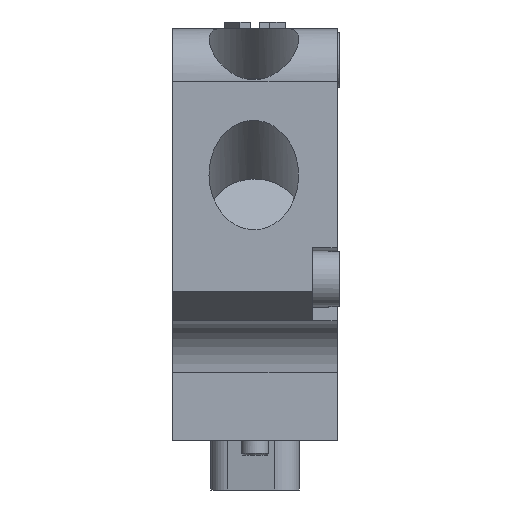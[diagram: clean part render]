
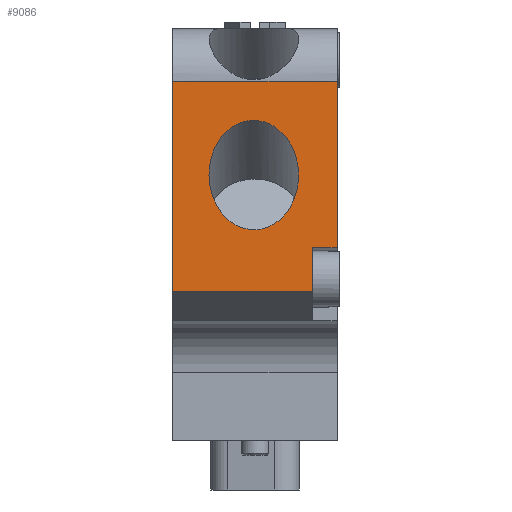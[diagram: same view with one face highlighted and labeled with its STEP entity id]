
A CAD part, front view. The second image highlights one B-rep face of the part: STEP entity #9086.
In plain terms, the highlighted face is planar.
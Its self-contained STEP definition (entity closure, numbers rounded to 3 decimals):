
#8885=FACE_BOUND('',#12399,.T.);
#8886=FACE_BOUND('',#12400,.T.);
#9086=ADVANCED_FACE('',(#8885,#8886),#10258,.T.);
#10258=PLANE('',#30921);
#12399=EDGE_LOOP('',(#14877,#14878,#14879,#14880,#14881,#14882));
#12400=EDGE_LOOP('',(#14883));
#13635=ELLIPSE('',#30920,5.25,4.3);
#14877=ORIENTED_EDGE('',*,*,#23117,.F.);
#14878=ORIENTED_EDGE('',*,*,#23104,.T.);
#14879=ORIENTED_EDGE('',*,*,#23116,.F.);
#14880=ORIENTED_EDGE('',*,*,#22576,.F.);
#14881=ORIENTED_EDGE('',*,*,#23114,.F.);
#14882=ORIENTED_EDGE('',*,*,#22663,.T.);
#14883=ORIENTED_EDGE('',*,*,#23118,.T.);
#20488=VERTEX_POINT('',#37931);
#20489=VERTEX_POINT('',#37932);
#20561=VERTEX_POINT('',#38102);
#20565=VERTEX_POINT('',#38110);
#20993=VERTEX_POINT('',#39064);
#20994=VERTEX_POINT('',#39066);
#21000=VERTEX_POINT('',#39106);
#22576=EDGE_CURVE('',#20488,#20489,#25658,.T.);
#22663=EDGE_CURVE('',#20561,#20565,#25727,.T.);
#23104=EDGE_CURVE('',#20994,#20993,#26128,.T.);
#23114=EDGE_CURVE('',#20561,#20488,#26136,.T.);
#23116=EDGE_CURVE('',#20489,#20993,#26137,.T.);
#23117=EDGE_CURVE('',#20994,#20565,#26138,.T.);
#23118=EDGE_CURVE('',#21000,#21000,#13635,.T.);
#25658=LINE('',#37930,#28186);
#25727=LINE('',#38111,#28255);
#26128=LINE('',#39065,#28656);
#26136=LINE('',#39082,#28664);
#26137=LINE('',#39102,#28665);
#26138=LINE('',#39104,#28666);
#28186=VECTOR('',#32071,1.);
#28255=VECTOR('',#32200,1.);
#28656=VECTOR('',#32701,1.);
#28664=VECTOR('',#32715,1.);
#28665=VECTOR('',#32718,1.);
#28666=VECTOR('',#32721,1.);
#30920=AXIS2_PLACEMENT_3D('',#39105,#32722,#32723);
#30921=AXIS2_PLACEMENT_3D('',#39107,#32724,#32725);
#32071=DIRECTION('',(-1.,0.,0.));
#32200=DIRECTION('',(-1.,0.,0.));
#32701=DIRECTION('',(-1.,0.,0.));
#32715=DIRECTION('',(0.,-1.,0.));
#32718=DIRECTION('',(0.,1.,0.));
#32721=DIRECTION('',(0.,-1.,0.));
#32722=DIRECTION('',(0.,0.,-1.));
#32723=DIRECTION('',(1.,0.015,0.));
#32724=DIRECTION('',(0.,0.,1.));
#32725=DIRECTION('',(1.,0.,0.));
#37930=CARTESIAN_POINT('',(-13.249,-7.9,52.5));
#37931=CARTESIAN_POINT('',(-13.249,-7.9,52.5));
#37932=CARTESIAN_POINT('',(-33.448,-7.9,52.5));
#38102=CARTESIAN_POINT('',(-13.249,5.5,52.5));
#38110=CARTESIAN_POINT('',(-17.429,5.5,52.5));
#38111=CARTESIAN_POINT('',(-13.249,5.5,52.5));
#39064=CARTESIAN_POINT('',(-33.448,7.9,52.5));
#39065=CARTESIAN_POINT('',(-13.249,7.9,52.5));
#39066=CARTESIAN_POINT('',(-17.429,7.9,52.5));
#39082=CARTESIAN_POINT('',(-13.249,7.9,52.5));
#39102=CARTESIAN_POINT('',(-33.448,-7.9,52.5));
#39104=CARTESIAN_POINT('',(-17.429,7.9,52.5));
#39105=CARTESIAN_POINT('',(-24.419,-0.114,52.5));
#39106=CARTESIAN_POINT('',(-19.17,-0.035,52.5));
#39107=CARTESIAN_POINT('',(-13.249,7.9,52.5));
